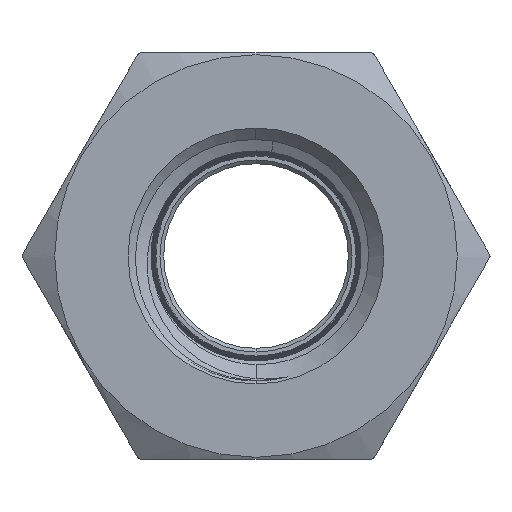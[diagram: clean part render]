
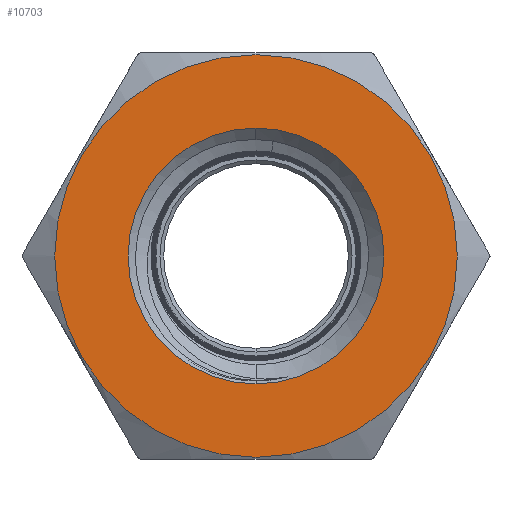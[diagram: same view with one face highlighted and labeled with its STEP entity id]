
A CAD part, front view. The second image highlights one B-rep face of the part: STEP entity #10703.
In plain terms, the highlighted planar face has unit normal (0, -1, 0).
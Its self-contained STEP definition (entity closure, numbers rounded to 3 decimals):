
#410 = EDGE_CURVE ( 'NONE', #17224, #2625, #17571, .T. ) ;
#443 = AXIS2_PLACEMENT_3D ( 'NONE', #16297, #7572, #17759 ) ;
#1530 = ORIENTED_EDGE ( 'NONE', *, *, #17198, .F. ) ;
#1861 = CARTESIAN_POINT ( 'NONE',  ( 0., -21., 0. ) ) ;
#2173 = AXIS2_PLACEMENT_3D ( 'NONE', #16194, #7463, #17647 ) ;
#2225 = DIRECTION ( 'NONE',  ( 0., 1., 0. ) ) ;
#2625 = VERTEX_POINT ( 'NONE', #8612 ) ;
#3029 = VERTEX_POINT ( 'NONE', #12578 ) ;
#3355 = DIRECTION ( 'NONE',  ( 0., 0., -1. ) ) ;
#3758 = EDGE_LOOP ( 'NONE', ( #11647, #14857 ) ) ;
#4248 = FACE_OUTER_BOUND ( 'NONE', #8688, .T. ) ;
#5125 = CARTESIAN_POINT ( 'NONE',  ( 0., -21., 0. ) ) ;
#5165 = AXIS2_PLACEMENT_3D ( 'NONE', #1861, #12104, #3355 ) ;
#7463 = DIRECTION ( 'NONE',  ( 0., 1., 0. ) ) ;
#7572 = DIRECTION ( 'NONE',  ( 0., 1., 0. ) ) ;
#7965 = CARTESIAN_POINT ( 'NONE',  ( 0., -21., 0. ) ) ;
#7999 = EDGE_CURVE ( 'NONE', #3029, #11887, #18923, .T. ) ;
#8113 = AXIS2_PLACEMENT_3D ( 'NONE', #7965, #18158, #9416 ) ;
#8349 = CIRCLE ( 'NONE', #8113, 6.925 ) ;
#8612 = CARTESIAN_POINT ( 'NONE',  ( 0., -21., -6.925 ) ) ;
#8688 = EDGE_LOOP ( 'NONE', ( #16303, #1530 ) ) ;
#9416 = DIRECTION ( 'NONE',  ( 0., 0., -1. ) ) ;
#9615 = AXIS2_PLACEMENT_3D ( 'NONE', #5125, #2225, #16751 ) ;
#10703 = ADVANCED_FACE ( 'NONE', ( #11996, #4248 ), #16466, .T. ) ;
#11647 = ORIENTED_EDGE ( 'NONE', *, *, #14353, .T. ) ;
#11887 = VERTEX_POINT ( 'NONE', #11920 ) ;
#11920 = CARTESIAN_POINT ( 'NONE',  ( 0., -21., -10.9 ) ) ;
#11996 = FACE_BOUND ( 'NONE', #3758, .T. ) ;
#12104 = DIRECTION ( 'NONE',  ( 0., -1., 0. ) ) ;
#12141 = CIRCLE ( 'NONE', #443, 10.9 ) ;
#12578 = CARTESIAN_POINT ( 'NONE',  ( 0., -21., 10.9 ) ) ;
#14353 = EDGE_CURVE ( 'NONE', #2625, #17224, #8349, .T. ) ;
#14857 = ORIENTED_EDGE ( 'NONE', *, *, #410, .T. ) ;
#14945 = CARTESIAN_POINT ( 'NONE',  ( 0., -21., 6.925 ) ) ;
#16194 = CARTESIAN_POINT ( 'NONE',  ( 0., -21., 0. ) ) ;
#16297 = CARTESIAN_POINT ( 'NONE',  ( 0., -21., 0. ) ) ;
#16303 = ORIENTED_EDGE ( 'NONE', *, *, #7999, .F. ) ;
#16466 = PLANE ( 'NONE',  #5165 ) ;
#16751 = DIRECTION ( 'NONE',  ( 0., 0., -1. ) ) ;
#17198 = EDGE_CURVE ( 'NONE', #11887, #3029, #12141, .T. ) ;
#17224 = VERTEX_POINT ( 'NONE', #14945 ) ;
#17571 = CIRCLE ( 'NONE', #9615, 6.925 ) ;
#17647 = DIRECTION ( 'NONE',  ( 0., 0., 1. ) ) ;
#17759 = DIRECTION ( 'NONE',  ( 0., 0., 1. ) ) ;
#18158 = DIRECTION ( 'NONE',  ( 0., 1., 0. ) ) ;
#18923 = CIRCLE ( 'NONE', #2173, 10.9 ) ;
